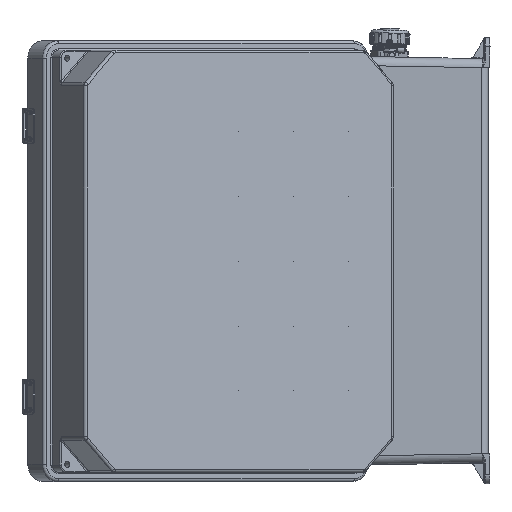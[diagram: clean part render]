
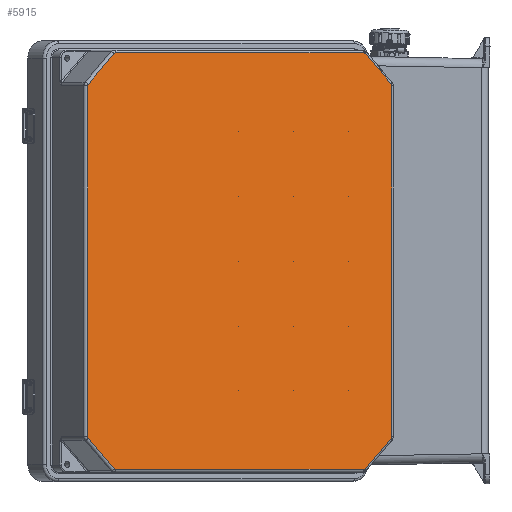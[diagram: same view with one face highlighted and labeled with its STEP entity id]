
A CAD part, left-side view. The second image highlights one B-rep face of the part: STEP entity #5915.
In plain terms, the highlighted face is planar.
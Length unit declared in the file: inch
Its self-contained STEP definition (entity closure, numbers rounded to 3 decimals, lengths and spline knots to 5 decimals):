
#406 = ORIENTED_EDGE ( 'NONE', *, *, #11697, .F. ) ;
#422 = VERTEX_POINT ( 'NONE', #68335 ) ;
#497 = EDGE_CURVE ( 'NONE', #12529, #19324, #38580, .T. ) ;
#604 = DIRECTION ( 'NONE',  ( 0., -1., 0. ) ) ;
#1278 = AXIS2_PLACEMENT_3D ( 'NONE', #75069, #74819, #74293 ) ;
#1339 = EDGE_CURVE ( 'NONE', #64529, #14322, #23830, .T. ) ;
#1709 = LINE ( 'NONE', #14276, #66266 ) ;
#3287 = EDGE_CURVE ( 'NONE', #45306, #23044, #41007, .T. ) ;
#4488 = DIRECTION ( 'NONE',  ( 0., 0., 1. ) ) ;
#4505 = DIRECTION ( 'NONE',  ( 0., 1., 0. ) ) ;
#4582 = PLANE ( 'NONE',  #61967 ) ;
#5078 = CARTESIAN_POINT ( 'NONE',  ( 0., 3.24803, -0.32283 ) ) ;
#5229 = ORIENTED_EDGE ( 'NONE', *, *, #76210, .T. ) ;
#5469 = CARTESIAN_POINT ( 'NONE',  ( -6.23622, 3.24803, -1.55985 ) ) ;
#5915 = ADVANCED_FACE ( 'NONE', ( #26577 ), #4582, .T. ) ;
#6610 = VECTOR ( 'NONE', #60099, 39.37008 ) ;
#7178 = LINE ( 'NONE', #72020, #6610 ) ;
#7924 = CARTESIAN_POINT ( 'NONE',  ( 6.23622, 3.24803, -7.65748 ) ) ;
#8400 = EDGE_CURVE ( 'NONE', #70545, #63482, #45507, .T. ) ;
#9851 = DIRECTION ( 'NONE',  ( 0., 1., 0. ) ) ;
#10522 = VECTOR ( 'NONE', #46148, 39.37008 ) ;
#10540 = ORIENTED_EDGE ( 'NONE', *, *, #59436, .F. ) ;
#10884 = LINE ( 'NONE', #22622, #10522 ) ;
#11697 = EDGE_CURVE ( 'NONE', #41271, #422, #1709, .T. ) ;
#12018 = VECTOR ( 'NONE', #54685, 39.37008 ) ;
#12090 = LINE ( 'NONE', #13695, #12018 ) ;
#12529 = VERTEX_POINT ( 'NONE', #75701 ) ;
#13115 = ORIENTED_EDGE ( 'NONE', *, *, #8400, .F. ) ;
#13695 = CARTESIAN_POINT ( 'NONE',  ( 6.21316, 3.24803, -13.81078 ) ) ;
#14276 = CARTESIAN_POINT ( 'NONE',  ( -6.23622, 3.24803, -7.65748 ) ) ;
#14322 = VERTEX_POINT ( 'NONE', #29908 ) ;
#15084 = VERTEX_POINT ( 'NONE', #53331 ) ;
#15415 = DIRECTION ( 'NONE',  ( 0., 0., 1. ) ) ;
#15516 = DIRECTION ( 'NONE',  ( 0., 1., 0. ) ) ;
#15735 = AXIS2_PLACEMENT_3D ( 'NONE', #44948, #9851, #50824 ) ;
#15740 = DIRECTION ( 'NONE',  ( -0.707, 0., -0.707 ) ) ;
#18034 = CARTESIAN_POINT ( 'NONE',  ( -6.21316, 3.24803, -1.50418 ) ) ;
#18951 = CARTESIAN_POINT ( 'NONE',  ( 6.23622, 3.24803, -1.55985 ) ) ;
#19324 = VERTEX_POINT ( 'NONE', #22560 ) ;
#19909 = EDGE_CURVE ( 'NONE', #31689, #15084, #30343, .T. ) ;
#20512 = ORIENTED_EDGE ( 'NONE', *, *, #19909, .F. ) ;
#21581 = CARTESIAN_POINT ( 'NONE',  ( -5.1533, 3.24803, -14.87064 ) ) ;
#22560 = CARTESIAN_POINT ( 'NONE',  ( 5.1533, 3.24803, -0.44432 ) ) ;
#22622 = CARTESIAN_POINT ( 'NONE',  ( 6.21316, 3.24803, -1.50418 ) ) ;
#23044 = VERTEX_POINT ( 'NONE', #18951 ) ;
#23434 = CARTESIAN_POINT ( 'NONE',  ( 6.21316, 3.24803, -13.81078 ) ) ;
#23462 = CARTESIAN_POINT ( 'NONE',  ( -5.09763, 3.24803, -0.42126 ) ) ;
#23830 = CIRCLE ( 'NONE', #1278, 0.07874 ) ;
#24105 = CARTESIAN_POINT ( 'NONE',  ( -6.15748, 3.24803, -13.75511 ) ) ;
#24222 = CIRCLE ( 'NONE', #15735, 0.07874 ) ;
#24933 = EDGE_CURVE ( 'NONE', #50115, #70545, #12090, .T. ) ;
#25118 = DIRECTION ( 'NONE',  ( 1., 0., 0. ) ) ;
#26053 = CARTESIAN_POINT ( 'NONE',  ( -5.09763, 3.24803, -14.8937 ) ) ;
#26577 = FACE_OUTER_BOUND ( 'NONE', #61999, .T. ) ;
#27974 = CARTESIAN_POINT ( 'NONE',  ( 6.15748, 3.24803, -1.55985 ) ) ;
#28637 = DIRECTION ( 'NONE',  ( 0., -1., 0. ) ) ;
#29908 = CARTESIAN_POINT ( 'NONE',  ( -5.1533, 3.24803, -0.44432 ) ) ;
#30052 = DIRECTION ( 'NONE',  ( 0., 0., -1. ) ) ;
#30343 = LINE ( 'NONE', #65551, #40624 ) ;
#30611 = ORIENTED_EDGE ( 'NONE', *, *, #3287, .T. ) ;
#30807 = CARTESIAN_POINT ( 'NONE',  ( 5.09763, 3.24803, -0.42126 ) ) ;
#31689 = VERTEX_POINT ( 'NONE', #26053 ) ;
#32255 = EDGE_CURVE ( 'NONE', #14322, #62802, #49997, .T. ) ;
#33716 = DIRECTION ( 'NONE',  ( 0., -1., 0. ) ) ;
#33893 = VECTOR ( 'NONE', #25118, 39.37008 ) ;
#33946 = AXIS2_PLACEMENT_3D ( 'NONE', #27974, #15516, #15415 ) ;
#33971 = LINE ( 'NONE', #30807, #33893 ) ;
#34061 = ORIENTED_EDGE ( 'NONE', *, *, #34456, .T. ) ;
#34456 = EDGE_CURVE ( 'NONE', #19324, #45306, #10884, .T. ) ;
#35862 = CARTESIAN_POINT ( 'NONE',  ( 6.15748, 3.24803, -13.75511 ) ) ;
#36141 = CIRCLE ( 'NONE', #66387, 0.07874 ) ;
#36263 = ORIENTED_EDGE ( 'NONE', *, *, #497, .T. ) ;
#36687 = ORIENTED_EDGE ( 'NONE', *, *, #71606, .T. ) ;
#38526 = DIRECTION ( 'NONE',  ( 0., 0., -1. ) ) ;
#38580 = CIRCLE ( 'NONE', #51832, 0.07874 ) ;
#38622 = CARTESIAN_POINT ( 'NONE',  ( -6.21316, 3.24803, -13.81078 ) ) ;
#40624 = VECTOR ( 'NONE', #71490, 39.37008 ) ;
#41007 = CIRCLE ( 'NONE', #33946, 0.07874 ) ;
#41025 = DIRECTION ( 'NONE',  ( 0., 1., 0. ) ) ;
#41271 = VERTEX_POINT ( 'NONE', #5469 ) ;
#41705 = DIRECTION ( 'NONE',  ( 0., 0., -1. ) ) ;
#42956 = CARTESIAN_POINT ( 'NONE',  ( 6.23622, 3.24803, -13.75511 ) ) ;
#44948 = CARTESIAN_POINT ( 'NONE',  ( -5.09763, 3.24803, -14.81496 ) ) ;
#45214 = CIRCLE ( 'NONE', #56081, 0.07874 ) ;
#45306 = VERTEX_POINT ( 'NONE', #56488 ) ;
#45365 = CIRCLE ( 'NONE', #63907, 0.07874 ) ;
#45507 = CIRCLE ( 'NONE', #58911, 0.07874 ) ;
#45760 = VERTEX_POINT ( 'NONE', #38622 ) ;
#46148 = DIRECTION ( 'NONE',  ( 0.707, 0., -0.707 ) ) ;
#47176 = ORIENTED_EDGE ( 'NONE', *, *, #59482, .F. ) ;
#47667 = EDGE_CURVE ( 'NONE', #51036, #45760, #7178, .T. ) ;
#49040 = ORIENTED_EDGE ( 'NONE', *, *, #24933, .F. ) ;
#49819 = VECTOR ( 'NONE', #15740, 39.37008 ) ;
#49997 = LINE ( 'NONE', #50835, #49819 ) ;
#50115 = VERTEX_POINT ( 'NONE', #60500 ) ;
#50824 = DIRECTION ( 'NONE',  ( 0., 0., -1. ) ) ;
#50835 = CARTESIAN_POINT ( 'NONE',  ( -6.21316, 3.24803, -1.50418 ) ) ;
#51036 = VERTEX_POINT ( 'NONE', #21581 ) ;
#51832 = AXIS2_PLACEMENT_3D ( 'NONE', #73732, #41025, #73621 ) ;
#52473 = ORIENTED_EDGE ( 'NONE', *, *, #32255, .F. ) ;
#53331 = CARTESIAN_POINT ( 'NONE',  ( 5.09763, 3.24803, -14.8937 ) ) ;
#54685 = DIRECTION ( 'NONE',  ( 0.707, 0., 0.707 ) ) ;
#55259 = DIRECTION ( 'NONE',  ( 0., 0., -1. ) ) ;
#55358 = EDGE_CURVE ( 'NONE', #45760, #422, #36141, .T. ) ;
#56081 = AXIS2_PLACEMENT_3D ( 'NONE', #68698, #33716, #74690 ) ;
#56488 = CARTESIAN_POINT ( 'NONE',  ( 6.21316, 3.24803, -1.50418 ) ) ;
#58911 = AXIS2_PLACEMENT_3D ( 'NONE', #35862, #604, #41705 ) ;
#59436 = EDGE_CURVE ( 'NONE', #15084, #50115, #45214, .T. ) ;
#59482 = EDGE_CURVE ( 'NONE', #62802, #41271, #45365, .T. ) ;
#60099 = DIRECTION ( 'NONE',  ( -0.707, 0., 0.707 ) ) ;
#60476 = ORIENTED_EDGE ( 'NONE', *, *, #61396, .T. ) ;
#60500 = CARTESIAN_POINT ( 'NONE',  ( 5.1533, 3.24803, -14.87064 ) ) ;
#61396 = EDGE_CURVE ( 'NONE', #23044, #63482, #70957, .T. ) ;
#61967 = AXIS2_PLACEMENT_3D ( 'NONE', #5078, #4505, #4488 ) ;
#61999 = EDGE_LOOP ( 'NONE', ( #30611, #60476, #13115, #49040, #10540, #20512, #5229, #74602, #69647, #406, #47176, #52473, #69894, #36687, #36263, #34061 ) ) ;
#62802 = VERTEX_POINT ( 'NONE', #18034 ) ;
#63482 = VERTEX_POINT ( 'NONE', #42956 ) ;
#63522 = CARTESIAN_POINT ( 'NONE',  ( -6.15748, 3.24803, -1.55985 ) ) ;
#63907 = AXIS2_PLACEMENT_3D ( 'NONE', #63522, #28637, #69507 ) ;
#64529 = VERTEX_POINT ( 'NONE', #23462 ) ;
#64949 = DIRECTION ( 'NONE',  ( 0., 1., 0. ) ) ;
#65551 = CARTESIAN_POINT ( 'NONE',  ( 5.09763, 3.24803, -14.8937 ) ) ;
#66266 = VECTOR ( 'NONE', #55259, 39.37008 ) ;
#66387 = AXIS2_PLACEMENT_3D ( 'NONE', #24105, #64949, #30052 ) ;
#68335 = CARTESIAN_POINT ( 'NONE',  ( -6.23622, 3.24803, -13.75511 ) ) ;
#68698 = CARTESIAN_POINT ( 'NONE',  ( 5.09763, 3.24803, -14.81496 ) ) ;
#69507 = DIRECTION ( 'NONE',  ( 0., 0., 1. ) ) ;
#69647 = ORIENTED_EDGE ( 'NONE', *, *, #55358, .T. ) ;
#69894 = ORIENTED_EDGE ( 'NONE', *, *, #1339, .F. ) ;
#70539 = VECTOR ( 'NONE', #38526, 39.37008 ) ;
#70545 = VERTEX_POINT ( 'NONE', #23434 ) ;
#70957 = LINE ( 'NONE', #7924, #70539 ) ;
#71490 = DIRECTION ( 'NONE',  ( 1., 0., 0. ) ) ;
#71606 = EDGE_CURVE ( 'NONE', #64529, #12529, #33971, .T. ) ;
#72020 = CARTESIAN_POINT ( 'NONE',  ( -6.21316, 3.24803, -13.81078 ) ) ;
#73621 = DIRECTION ( 'NONE',  ( 0., 0., 1. ) ) ;
#73732 = CARTESIAN_POINT ( 'NONE',  ( 5.09763, 3.24803, -0.5 ) ) ;
#74293 = DIRECTION ( 'NONE',  ( 0., 0., 1. ) ) ;
#74602 = ORIENTED_EDGE ( 'NONE', *, *, #47667, .T. ) ;
#74690 = DIRECTION ( 'NONE',  ( 0., 0., -1. ) ) ;
#74819 = DIRECTION ( 'NONE',  ( 0., -1., 0. ) ) ;
#75069 = CARTESIAN_POINT ( 'NONE',  ( -5.09763, 3.24803, -0.5 ) ) ;
#75701 = CARTESIAN_POINT ( 'NONE',  ( 5.09763, 3.24803, -0.42126 ) ) ;
#76210 = EDGE_CURVE ( 'NONE', #31689, #51036, #24222, .T. ) ;
